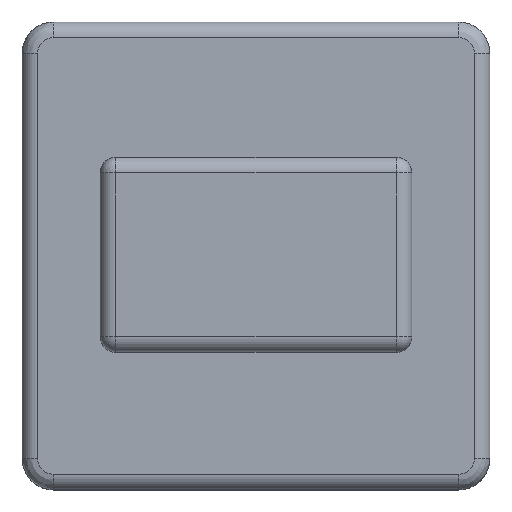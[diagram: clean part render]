
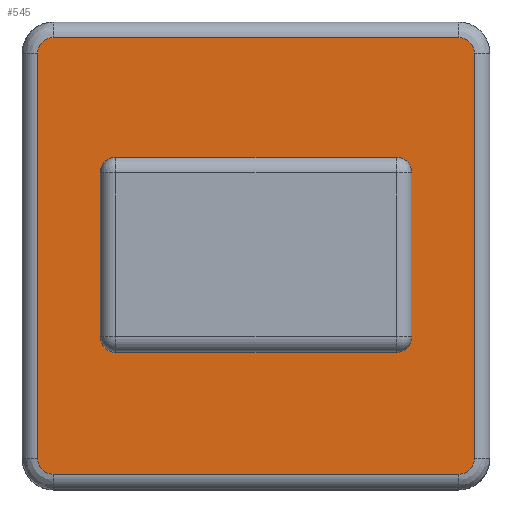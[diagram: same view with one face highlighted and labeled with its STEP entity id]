
A CAD part, top view. The second image highlights one B-rep face of the part: STEP entity #545.
In plain terms, the highlighted planar face has unit normal (0, 0, 1).
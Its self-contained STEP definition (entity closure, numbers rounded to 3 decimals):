
#19=FACE_BOUND('',#87,.T.);
#23=PLANE('',#610);
#49=FACE_OUTER_BOUND('',#86,.T.);
#86=EDGE_LOOP('',(#406,#407,#408,#409,#410,#411,#412,#413));
#87=EDGE_LOOP('',(#414));
#113=LINE('',#846,#154);
#116=LINE('',#869,#157);
#118=LINE('',#889,#159);
#120=LINE('',#909,#161);
#154=VECTOR('',#661,10.);
#157=VECTOR('',#676,10.);
#159=VECTOR('',#688,10.);
#161=VECTOR('',#700,10.);
#199=CIRCLE('',#589,2.);
#203=CIRCLE('',#594,2.);
#207=CIRCLE('',#599,2.);
#210=CIRCLE('',#603,2.);
#213=CIRCLE('',#611,10.);
#234=VERTEX_POINT('',#843);
#235=VERTEX_POINT('',#845);
#237=VERTEX_POINT('',#859);
#239=VERTEX_POINT('',#865);
#241=VERTEX_POINT('',#879);
#243=VERTEX_POINT('',#885);
#245=VERTEX_POINT('',#899);
#247=VERTEX_POINT('',#905);
#254=VERTEX_POINT('',#940);
#280=EDGE_CURVE('',#234,#235,#113,.T.);
#285=EDGE_CURVE('',#235,#237,#199,.T.);
#288=EDGE_CURVE('',#237,#239,#116,.T.);
#291=EDGE_CURVE('',#239,#241,#203,.T.);
#294=EDGE_CURVE('',#241,#243,#118,.T.);
#297=EDGE_CURVE('',#243,#245,#207,.T.);
#300=EDGE_CURVE('',#245,#247,#120,.T.);
#302=EDGE_CURVE('',#247,#234,#210,.T.);
#312=EDGE_CURVE('',#254,#254,#213,.T.);
#406=ORIENTED_EDGE('',*,*,#280,.F.);
#407=ORIENTED_EDGE('',*,*,#302,.F.);
#408=ORIENTED_EDGE('',*,*,#300,.F.);
#409=ORIENTED_EDGE('',*,*,#297,.F.);
#410=ORIENTED_EDGE('',*,*,#294,.F.);
#411=ORIENTED_EDGE('',*,*,#291,.F.);
#412=ORIENTED_EDGE('',*,*,#288,.F.);
#413=ORIENTED_EDGE('',*,*,#285,.F.);
#414=ORIENTED_EDGE('',*,*,#312,.T.);
#545=ADVANCED_FACE('',(#49,#19),#23,.F.);
#589=AXIS2_PLACEMENT_3D('',#863,#669,#670);
#594=AXIS2_PLACEMENT_3D('',#883,#681,#682);
#599=AXIS2_PLACEMENT_3D('',#903,#693,#694);
#603=AXIS2_PLACEMENT_3D('',#920,#703,#704);
#610=AXIS2_PLACEMENT_3D('',#939,#724,#725);
#611=AXIS2_PLACEMENT_3D('',#941,#726,#727);
#661=DIRECTION('',(0.,-1.,0.));
#669=DIRECTION('center_axis',(0.,0.,-1.));
#670=DIRECTION('ref_axis',(0.707,-0.707,0.));
#676=DIRECTION('',(-1.,0.,0.));
#681=DIRECTION('center_axis',(0.,0.,-1.));
#682=DIRECTION('ref_axis',(-0.707,-0.707,0.));
#688=DIRECTION('',(0.,1.,0.));
#693=DIRECTION('center_axis',(0.,0.,-1.));
#694=DIRECTION('ref_axis',(-0.707,0.707,0.));
#700=DIRECTION('',(1.,0.,0.));
#703=DIRECTION('center_axis',(0.,0.,-1.));
#704=DIRECTION('ref_axis',(0.707,0.707,0.));
#724=DIRECTION('center_axis',(0.,0.,-1.));
#725=DIRECTION('ref_axis',(1.,0.,0.));
#726=DIRECTION('center_axis',(0.,0.,-1.));
#727=DIRECTION('ref_axis',(-1.,0.,0.));
#843=CARTESIAN_POINT('',(28.,26.,20.));
#845=CARTESIAN_POINT('',(28.,-26.,20.));
#846=CARTESIAN_POINT('',(28.,13.,20.));
#859=CARTESIAN_POINT('',(26.,-28.,20.));
#863=CARTESIAN_POINT('Origin',(26.,-26.,20.));
#865=CARTESIAN_POINT('',(-26.,-28.,20.));
#869=CARTESIAN_POINT('',(13.,-28.,20.));
#879=CARTESIAN_POINT('',(-28.,-26.,20.));
#883=CARTESIAN_POINT('Origin',(-26.,-26.,20.));
#885=CARTESIAN_POINT('',(-28.,26.,20.));
#889=CARTESIAN_POINT('',(-28.,-13.,20.));
#899=CARTESIAN_POINT('',(-26.,28.,20.));
#903=CARTESIAN_POINT('Origin',(-26.,26.,20.));
#905=CARTESIAN_POINT('',(26.,28.,20.));
#909=CARTESIAN_POINT('',(-13.,28.,20.));
#920=CARTESIAN_POINT('Origin',(26.,26.,20.));
#939=CARTESIAN_POINT('Origin',(0.,0.,20.));
#940=CARTESIAN_POINT('',(10.,0.,20.));
#941=CARTESIAN_POINT('Origin',(0.,0.,20.));
